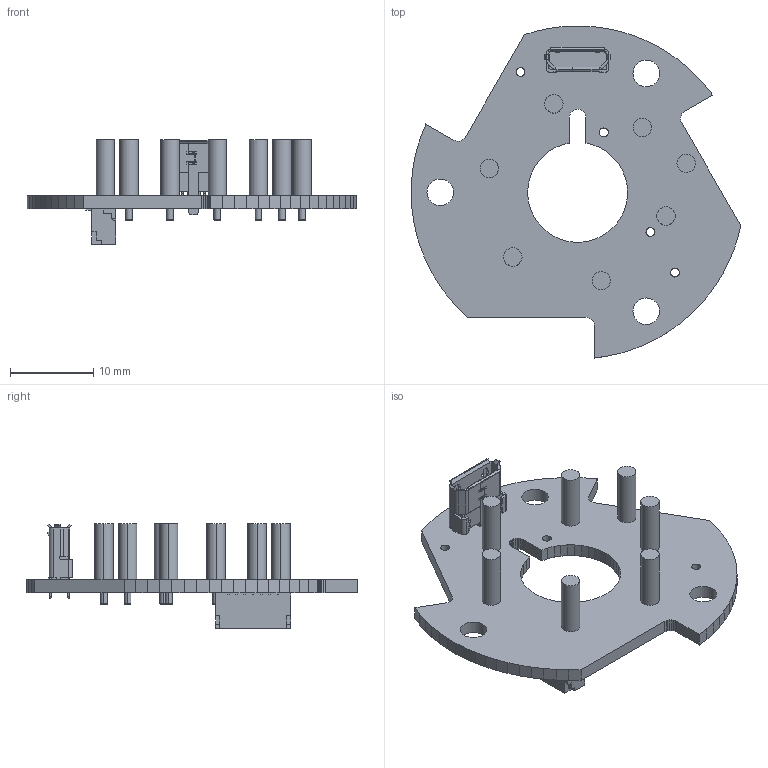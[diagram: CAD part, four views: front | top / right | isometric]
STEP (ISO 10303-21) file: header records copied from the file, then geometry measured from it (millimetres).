
FILE_DESCRIPTION(('Open CASCADE Model'),'2;1');
FILE_NAME('Open CASCADE Shape Model','2017-04-06T22:45:33',('Author'),( 'Open CASCADE'),'Open CASCADE STEP processor 6.8','Open CASCADE 6.8' ,'Unknown');
FILE_SCHEMA(('AUTOMOTIVE_DESIGN { 1 0 10303 214 1 1 1 1 }'));
Length unit declared in the file: millimetre
Products named in the file (1): PCB
Bounding box: 39.6 x 39.89 x 12.57 mm (x, y, z)
Volume: 1731.1 mm3; surface area: 3243.1 mm2
Topology: 9 solids, 135 shells, 648 faces, 2160 edges, 1652 vertices
Faces by surface type: plane 538, cylinder 96, torus 14
Full cylindrical faces by diameter (mm): 0.876 x7, 1.067 x4, 3.2 x3
Entity records: 24608 total; most frequent: CARTESIAN_POINT 4759, ORIENTED_EDGE 3632, DIRECTION 3573, EDGE_CURVE 2160, LINE 1901, VECTOR 1901, VERTEX_POINT 1652, AXIS2_PLACEMENT_3D 836
